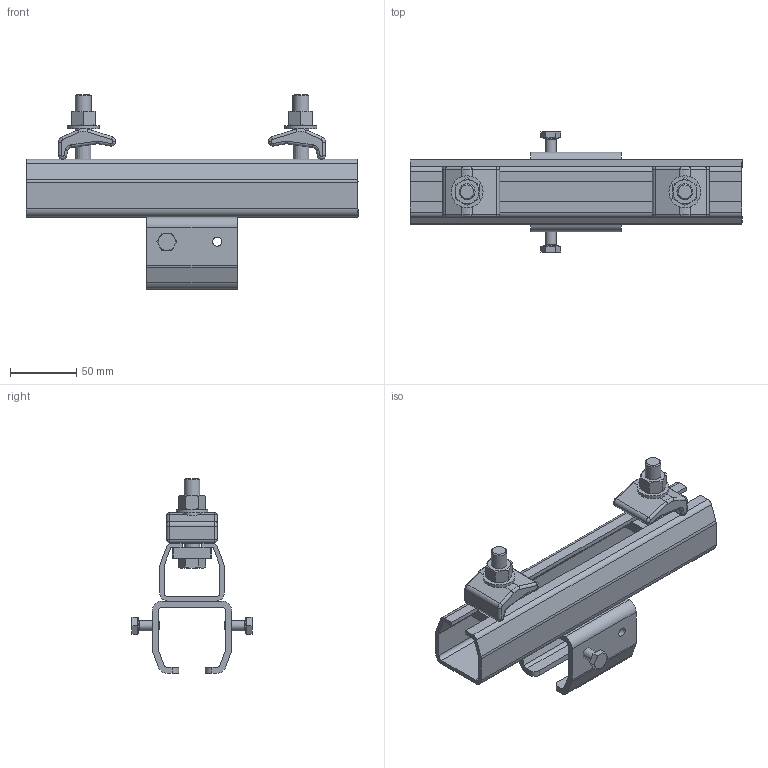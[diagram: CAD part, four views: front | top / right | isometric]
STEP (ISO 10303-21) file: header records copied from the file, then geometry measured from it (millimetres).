
FILE_DESCRIPTION(('STEP AP214'),'1');
FILE_NAME('PMH Upphängning 1402B.stp','2013-08-26T10:02:04',(' '),(' '),'Spatial InterOp 3D',' ',' ');
FILE_SCHEMA(('automotive_design'));
Length unit declared in the file: millimetre
Products named in the file (15): PMH Profilskena stallbar upphangning 1402B; NONE; Profil 4; Part1; Part5; Part6; Part7; Part8
Assembly tree (14 placements, depth 2):
  PMH Profilskena stallbar upphangning 1402B
    NONE
    Profil 4
    NONE
    NONE
    Part1
    Part5
    Part6
    Part7
    Part8
    Part1
    Part5
    Part6
    Part7
    Part8
Bounding box: 250 x 91.1 x 146.8 mm (x, y, z)
Volume: 235601.2 mm3; surface area: 128540.1 mm2
Topology: 14 solids, 14 shells, 306 faces, 714 edges, 438 vertices
Faces by surface type: plane 122, cylinder 96, cone 56, torus 18, bspline 14
Full cylindrical faces by diameter (mm): 6.8 x5, 6.9 x1, 8 x2, 11.63 x2, 12 x4, 13 x4, 14 x2, 24 x2
Entity records: 11875 total; most frequent: CARTESIAN_POINT 2269, DIRECTION 1464, ORIENTED_EDGE 1364, EDGE_CURVE 682, AXIS2_PLACEMENT_3D 583, VERTEX_POINT 436, EDGE_LOOP 366, FACE_OUTER_BOUND 330
